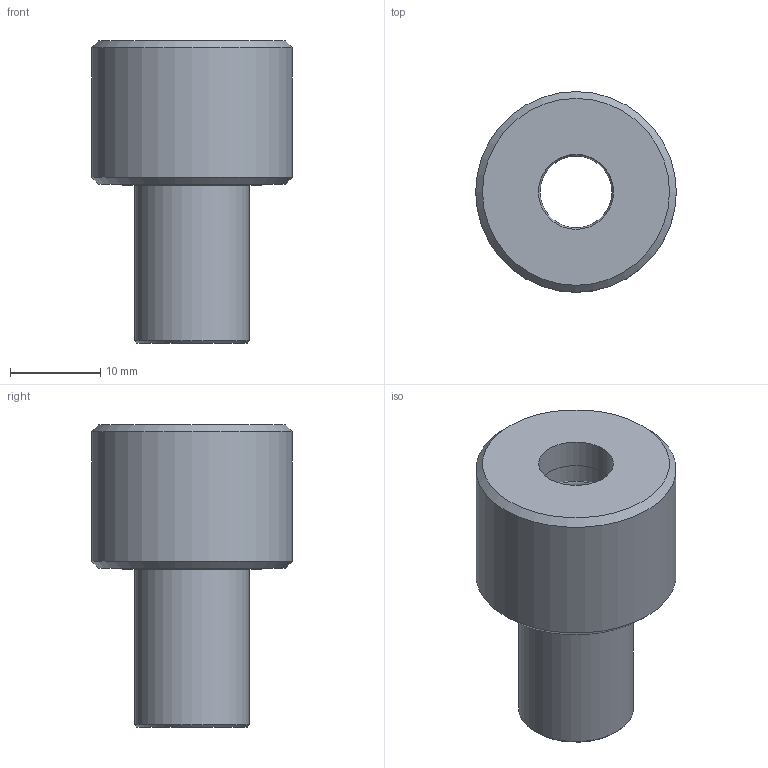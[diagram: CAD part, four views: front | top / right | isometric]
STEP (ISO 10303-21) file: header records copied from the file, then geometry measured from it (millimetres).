
FILE_DESCRIPTION(/* description */ (''),/* implementation_level */ '2;1');
FILE_NAME(/* name */ '1000106a.stp',/* time_stamp */ '2019-09-19T09:58:07-04:00',/* author */ ('Sana_M'),/* organization */ (''),/* preprocessor_version */ 'ST-DEVELOPER v16.13',/* originating_system */ 'Autodesk Inventor 2018',/* authorisation */ '');
FILE_SCHEMA (('AUTOMOTIVE_DESIGN { 1 0 10303 214 3 1 1 }'));
Length unit declared in the file: inch
Products named in the file (1): 1000106a
Bounding box: 22.23 x 22.23 x 33.45 mm (x, y, z)
Volume: 6605.5 mm3; surface area: 5295.3 mm2
Topology: 4 solids, 4 shells, 35 faces, 59 edges, 36 vertices
Faces by surface type: cylinder 12, plane 12, cone 7, torus 4
Full cylindrical faces by diameter (mm): 7.938 x1, 8.306 x2, 8.331 x1, 11.112 x1, 11.493 x1, 12.7 x1, 15.367 x1, 15.494 x1, 16.078 x1, 17.424 x1, 22.225 x1
Entity records: 814 total; most frequent: DIRECTION 142, CARTESIAN_POINT 106, AXIS2_PLACEMENT_3D 71, EDGE_LOOP 70, ORIENTED_EDGE 70, STYLED_ITEM 39, FACE_BOUND 35, FACE_OUTER_BOUND 35
